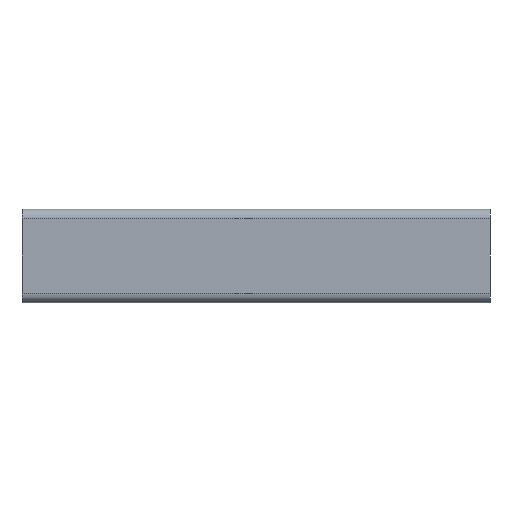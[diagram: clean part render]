
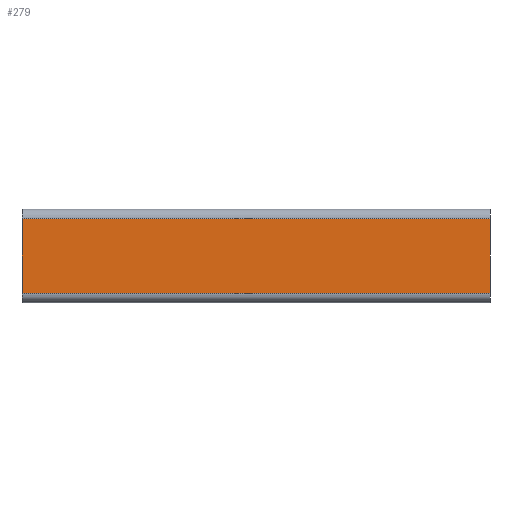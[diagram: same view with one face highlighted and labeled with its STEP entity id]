
A CAD part, left-side view. The second image highlights one B-rep face of the part: STEP entity #279.
In plain terms, the highlighted planar face has unit normal (-1, 0, 0).
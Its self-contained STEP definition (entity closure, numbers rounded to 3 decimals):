
#6 = LINE ( 'NONE', #639, #427 ) ;
#52 = PLANE ( 'NONE',  #369 ) ;
#66 = ORIENTED_EDGE ( 'NONE', *, *, #534, .T. ) ;
#87 = VERTEX_POINT ( 'NONE', #739 ) ;
#213 = DIRECTION ( 'NONE',  ( -1., 0., 0. ) ) ;
#246 = EDGE_CURVE ( 'NONE', #1073, #368, #485, .T. ) ;
#270 = VERTEX_POINT ( 'NONE', #649 ) ;
#279 = ADVANCED_FACE ( 'NONE', ( #315 ), #52, .T. ) ;
#302 = VECTOR ( 'NONE', #343, 1000. ) ;
#303 = DIRECTION ( 'NONE',  ( 0., 0., 1. ) ) ;
#315 = FACE_OUTER_BOUND ( 'NONE', #1101, .T. ) ;
#330 = CARTESIAN_POINT ( 'NONE',  ( -8., 200., 16. ) ) ;
#343 = DIRECTION ( 'NONE',  ( 0., -1., 0. ) ) ;
#344 = EDGE_CURVE ( 'NONE', #270, #1073, #6, .T. ) ;
#368 = VERTEX_POINT ( 'NONE', #330 ) ;
#369 = AXIS2_PLACEMENT_3D ( 'NONE', #651, #213, #303 ) ;
#381 = DIRECTION ( 'NONE',  ( 0., 0., 1. ) ) ;
#427 = VECTOR ( 'NONE', #381, 1000. ) ;
#451 = DIRECTION ( 'NONE',  ( 0., 1., 0. ) ) ;
#485 = LINE ( 'NONE', #950, #680 ) ;
#511 = CARTESIAN_POINT ( 'NONE',  ( -8., 0., -16. ) ) ;
#534 = EDGE_CURVE ( 'NONE', #87, #270, #643, .T. ) ;
#562 = DIRECTION ( 'NONE',  ( 0., 0., -1. ) ) ;
#591 = ORIENTED_EDGE ( 'NONE', *, *, #993, .T. ) ;
#618 = ORIENTED_EDGE ( 'NONE', *, *, #246, .T. ) ;
#639 = CARTESIAN_POINT ( 'NONE',  ( -8., 0., -16. ) ) ;
#643 = LINE ( 'NONE', #511, #302 ) ;
#649 = CARTESIAN_POINT ( 'NONE',  ( -8., 0., -16. ) ) ;
#651 = CARTESIAN_POINT ( 'NONE',  ( -8., 0., -16. ) ) ;
#680 = VECTOR ( 'NONE', #451, 1000. ) ;
#715 = LINE ( 'NONE', #890, #883 ) ;
#739 = CARTESIAN_POINT ( 'NONE',  ( -8., 200., -16. ) ) ;
#821 = CARTESIAN_POINT ( 'NONE',  ( -8., 0., 16. ) ) ;
#883 = VECTOR ( 'NONE', #562, 1000. ) ;
#890 = CARTESIAN_POINT ( 'NONE',  ( -8., 200., -16. ) ) ;
#950 = CARTESIAN_POINT ( 'NONE',  ( -8., 0., 16. ) ) ;
#993 = EDGE_CURVE ( 'NONE', #368, #87, #715, .T. ) ;
#1046 = ORIENTED_EDGE ( 'NONE', *, *, #344, .T. ) ;
#1073 = VERTEX_POINT ( 'NONE', #821 ) ;
#1101 = EDGE_LOOP ( 'NONE', ( #1046, #618, #591, #66 ) ) ;
